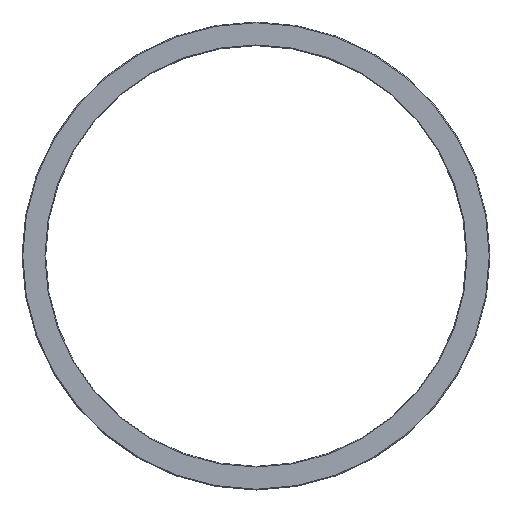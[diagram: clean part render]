
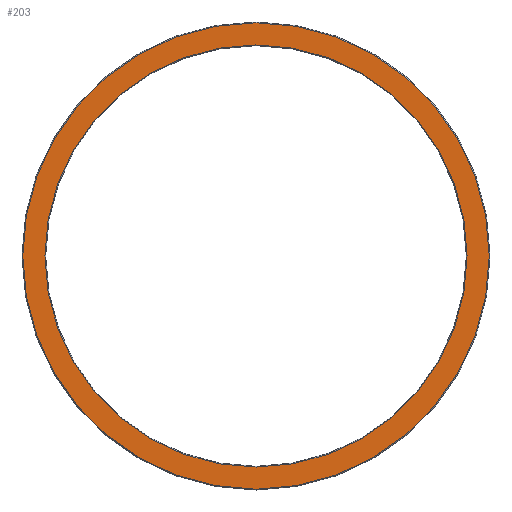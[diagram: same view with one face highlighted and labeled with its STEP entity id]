
A CAD part, top view. The second image highlights one B-rep face of the part: STEP entity #203.
In plain terms, the highlighted planar face has unit normal (0, 0, 1).
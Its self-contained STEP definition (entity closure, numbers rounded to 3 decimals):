
#26=FACE_BOUND('',#53,.T.);
#28=PLANE('',#241);
#37=FACE_OUTER_BOUND('',#52,.T.);
#52=EDGE_LOOP('',(#167));
#53=EDGE_LOOP('',(#168));
#91=CIRCLE('',#240,40.05);
#92=CIRCLE('',#242,44.25);
#105=VERTEX_POINT('',#359);
#106=VERTEX_POINT('',#363);
#126=EDGE_CURVE('',#105,#105,#91,.T.);
#127=EDGE_CURVE('',#106,#106,#92,.T.);
#167=ORIENTED_EDGE('',*,*,#127,.F.);
#168=ORIENTED_EDGE('',*,*,#126,.T.);
#203=ADVANCED_FACE('',(#37,#26),#28,.T.);
#240=AXIS2_PLACEMENT_3D('',#361,#296,#297);
#241=AXIS2_PLACEMENT_3D('',#362,#298,#299);
#242=AXIS2_PLACEMENT_3D('',#364,#300,#301);
#296=DIRECTION('center_axis',(0.,0.,-1.));
#297=DIRECTION('ref_axis',(1.,0.,0.));
#298=DIRECTION('center_axis',(0.,0.,1.));
#299=DIRECTION('ref_axis',(1.,0.,0.));
#300=DIRECTION('center_axis',(0.,0.,-1.));
#301=DIRECTION('ref_axis',(1.,0.,0.));
#359=CARTESIAN_POINT('',(40.05,0.,157.895));
#361=CARTESIAN_POINT('Origin',(0.,0.,157.895));
#362=CARTESIAN_POINT('Origin',(-44.25,0.,157.895));
#363=CARTESIAN_POINT('',(44.25,0.,157.895));
#364=CARTESIAN_POINT('Origin',(0.,0.,157.895));
